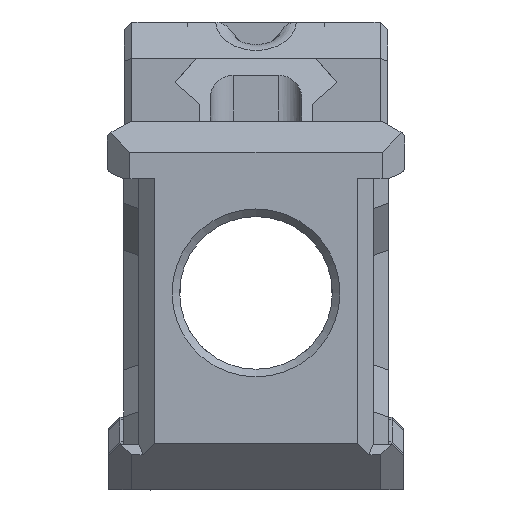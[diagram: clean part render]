
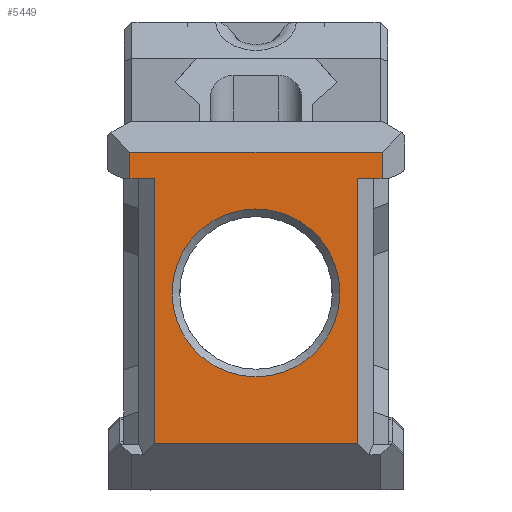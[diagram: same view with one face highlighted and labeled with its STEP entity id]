
A CAD part, front view. The second image highlights one B-rep face of the part: STEP entity #5449.
In plain terms, the highlighted planar face has unit normal (0, -1, 0).
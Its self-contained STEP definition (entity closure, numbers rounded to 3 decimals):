
#5367=CARTESIAN_POINT('',(0.,46.,0.));
#5368=DIRECTION('',(0.,1.,0.));
#5369=DIRECTION('',(0.,0.,1.));
#5370=AXIS2_PLACEMENT_3D('',#5367,#5368,#5369);
#5371=PLANE('',#5370);
#5372=CARTESIAN_POINT('',(16.51,46.,23.429));
#5373=VERTEX_POINT('',#5372);
#5374=CARTESIAN_POINT('',(-16.51,46.,23.429));
#5375=VERTEX_POINT('',#5374);
#5376=CARTESIAN_POINT('',(16.51,46.,23.429));
#5377=DIRECTION('',(-1.,-0.,0.));
#5378=VECTOR('',#5377,33.02);
#5379=LINE('',#5376,#5378);
#5380=EDGE_CURVE('',#5373,#5375,#5379,.T.);
#5381=ORIENTED_EDGE('',*,*,#5380,.T.);
#5382=CARTESIAN_POINT('',(-16.51,46.,19.947));
#5383=VERTEX_POINT('',#5382);
#5384=CARTESIAN_POINT('',(-16.51,46.,23.429));
#5385=DIRECTION('',(-0.,-0.,-1.));
#5386=VECTOR('',#5385,3.482);
#5387=LINE('',#5384,#5386);
#5388=EDGE_CURVE('',#5375,#5383,#5387,.T.);
#5389=ORIENTED_EDGE('',*,*,#5388,.T.);
#5390=CARTESIAN_POINT('',(-13.329,46.,19.947));
#5391=VERTEX_POINT('',#5390);
#5392=CARTESIAN_POINT('',(-13.329,46.,19.947));
#5393=DIRECTION('',(-1.,-0.,0.));
#5394=VECTOR('',#5393,3.182);
#5395=LINE('',#5392,#5394);
#5396=EDGE_CURVE('',#5391,#5383,#5395,.T.);
#5397=ORIENTED_EDGE('',*,*,#5396,.F.);
#5398=CARTESIAN_POINT('',(-13.329,46.,-14.781));
#5399=VERTEX_POINT('',#5398);
#5400=CARTESIAN_POINT('',(-13.329,46.,19.947));
#5401=DIRECTION('',(-0.,-0.,-1.));
#5402=VECTOR('',#5401,34.728);
#5403=LINE('',#5400,#5402);
#5404=EDGE_CURVE('',#5391,#5399,#5403,.T.);
#5405=ORIENTED_EDGE('',*,*,#5404,.T.);
#5406=CARTESIAN_POINT('',(13.329,46.,-14.781));
#5407=VERTEX_POINT('',#5406);
#5408=CARTESIAN_POINT('',(13.329,46.,-14.781));
#5409=DIRECTION('',(-1.,-0.,0.));
#5410=VECTOR('',#5409,26.657);
#5411=LINE('',#5408,#5410);
#5412=EDGE_CURVE('',#5407,#5399,#5411,.T.);
#5413=ORIENTED_EDGE('',*,*,#5412,.F.);
#5414=CARTESIAN_POINT('',(13.329,46.,19.947));
#5415=VERTEX_POINT('',#5414);
#5416=CARTESIAN_POINT('',(13.329,46.,-14.781));
#5417=DIRECTION('',(0.,0.,1.));
#5418=VECTOR('',#5417,34.728);
#5419=LINE('',#5416,#5418);
#5420=EDGE_CURVE('',#5407,#5415,#5419,.T.);
#5421=ORIENTED_EDGE('',*,*,#5420,.T.);
#5422=CARTESIAN_POINT('',(16.51,46.,19.947));
#5423=VERTEX_POINT('',#5422);
#5424=CARTESIAN_POINT('',(13.329,46.,19.947));
#5425=DIRECTION('',(1.,0.,-0.));
#5426=VECTOR('',#5425,3.182);
#5427=LINE('',#5424,#5426);
#5428=EDGE_CURVE('',#5415,#5423,#5427,.T.);
#5429=ORIENTED_EDGE('',*,*,#5428,.T.);
#5430=CARTESIAN_POINT('',(16.51,46.,19.947));
#5431=DIRECTION('',(0.,0.,1.));
#5432=VECTOR('',#5431,3.482);
#5433=LINE('',#5430,#5432);
#5434=EDGE_CURVE('',#5423,#5373,#5433,.T.);
#5435=ORIENTED_EDGE('',*,*,#5434,.T.);
#5436=EDGE_LOOP('',(#5381,#5389,#5397,#5405,#5413,#5421,#5429,#5435));
#5437=FACE_BOUND('',#5436,.T.);
#5438=CARTESIAN_POINT('',(-0.,46.,-6.));
#5439=VERTEX_POINT('',#5438);
#5440=CARTESIAN_POINT('',(0.,46.,5.));
#5441=DIRECTION('',(-0.,1.,-0.));
#5442=DIRECTION('',(0.,0.,-1.));
#5443=AXIS2_PLACEMENT_3D('',#5440,#5441,#5442);
#5444=CIRCLE('',#5443,11.);
#5445=EDGE_CURVE('',#5439,#5439,#5444,.T.);
#5446=ORIENTED_EDGE('',*,*,#5445,.T.);
#5447=EDGE_LOOP('',(#5446));
#5448=FACE_BOUND('',#5447,.T.);
#5449=ADVANCED_FACE('',(#5437,#5448),#5371,.F.);
